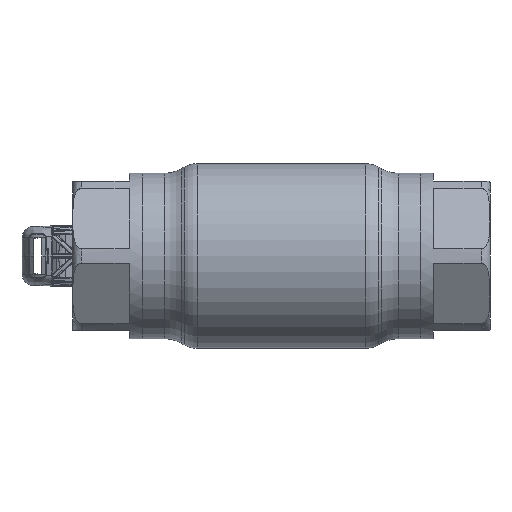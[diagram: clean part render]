
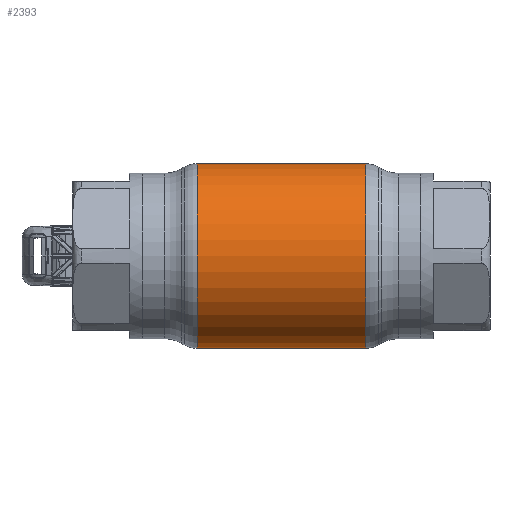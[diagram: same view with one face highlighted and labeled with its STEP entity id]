
A CAD part, front view. The second image highlights one B-rep face of the part: STEP entity #2393.
In plain terms, the highlighted cylindrical face has radius 42.5 mm (diameter 85 mm), a partial arc.
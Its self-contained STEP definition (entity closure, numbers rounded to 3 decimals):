
#2393 = ADVANCED_FACE ( 'NONE', ( #38160 ), #22769, .T. ) ;
#3255 = EDGE_CURVE ( 'NONE', #53562, #13953, #32434, .T. ) ;
#6733 = DIRECTION ( 'NONE',  ( 0., 0., 1. ) ) ;
#11879 = CARTESIAN_POINT ( 'NONE',  ( 38.749, 0., -42.5 ) ) ;
#12639 = AXIS2_PLACEMENT_3D ( 'NONE', #14485, #52117, #28401 ) ;
#13953 = VERTEX_POINT ( 'NONE', #40587 ) ;
#14485 = CARTESIAN_POINT ( 'NONE',  ( 38.749, 0., 0. ) ) ;
#14626 = CARTESIAN_POINT ( 'NONE',  ( 38.749, 0., 42.5 ) ) ;
#16232 = DIRECTION ( 'NONE',  ( -1., 0., 0. ) ) ;
#17453 = CARTESIAN_POINT ( 'NONE',  ( -62.69, 0., -42.5 ) ) ;
#22769 = CYLINDRICAL_SURFACE ( 'NONE', #36890, 42.5 ) ;
#24284 = CARTESIAN_POINT ( 'NONE',  ( -38.749, 0., -42.5 ) ) ;
#24779 = EDGE_CURVE ( 'NONE', #41396, #53562, #55071, .T. ) ;
#28064 = DIRECTION ( 'NONE',  ( -1., 0., 0. ) ) ;
#28401 = DIRECTION ( 'NONE',  ( 0., 0., 1. ) ) ;
#30789 = VECTOR ( 'NONE', #28064, 1000. ) ;
#30994 = CARTESIAN_POINT ( 'NONE',  ( -38.749, 0., 0. ) ) ;
#31028 = EDGE_CURVE ( 'NONE', #41396, #34328, #45549, .T. ) ;
#31382 = AXIS2_PLACEMENT_3D ( 'NONE', #30994, #16232, #6733 ) ;
#32195 = DIRECTION ( 'NONE',  ( 0., 0., 1. ) ) ;
#32434 = LINE ( 'NONE', #51466, #30789 ) ;
#33133 = CARTESIAN_POINT ( 'NONE',  ( -62.69, 0., 0. ) ) ;
#34328 = VERTEX_POINT ( 'NONE', #24284 ) ;
#36717 = ORIENTED_EDGE ( 'NONE', *, *, #3255, .T. ) ;
#36890 = AXIS2_PLACEMENT_3D ( 'NONE', #33133, #52810, #32195 ) ;
#37450 = CIRCLE ( 'NONE', #31382, 42.5 ) ;
#37950 = ORIENTED_EDGE ( 'NONE', *, *, #38834, .F. ) ;
#38160 = FACE_OUTER_BOUND ( 'NONE', #55474, .T. ) ;
#38834 = EDGE_CURVE ( 'NONE', #34328, #13953, #37450, .T. ) ;
#39240 = ORIENTED_EDGE ( 'NONE', *, *, #24779, .T. ) ;
#40587 = CARTESIAN_POINT ( 'NONE',  ( -38.749, 0., 42.5 ) ) ;
#41275 = VECTOR ( 'NONE', #45862, 1000. ) ;
#41396 = VERTEX_POINT ( 'NONE', #11879 ) ;
#45549 = LINE ( 'NONE', #17453, #41275 ) ;
#45862 = DIRECTION ( 'NONE',  ( -1., 0., 0. ) ) ;
#51466 = CARTESIAN_POINT ( 'NONE',  ( -62.69, 0., 42.5 ) ) ;
#52117 = DIRECTION ( 'NONE',  ( -1., 0., 0. ) ) ;
#52810 = DIRECTION ( 'NONE',  ( -1., 0., 0. ) ) ;
#53562 = VERTEX_POINT ( 'NONE', #14626 ) ;
#55071 = CIRCLE ( 'NONE', #12639, 42.5 ) ;
#55474 = EDGE_LOOP ( 'NONE', ( #56651, #39240, #36717, #37950 ) ) ;
#56651 = ORIENTED_EDGE ( 'NONE', *, *, #31028, .F. ) ;
